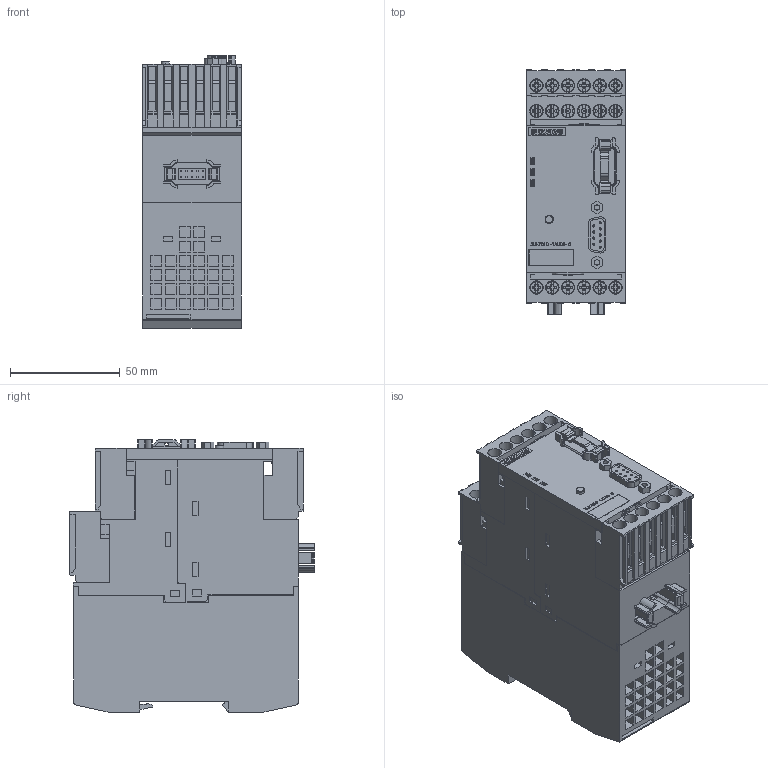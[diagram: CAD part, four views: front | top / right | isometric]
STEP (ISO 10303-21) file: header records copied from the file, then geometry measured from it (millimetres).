
FILE_DESCRIPTION(('STEP AP214'),'1');
FILE_NAME('cctmp_30AC8178-99B5-47A4-92C5-2D630A72E7F9_2023_07_21_14_57_04_0207..stp','2023-07-21T12:57:06',('SIEMENS A&D'),('CADClick - www.CADClick.com'),'Spatial InterOp 3D postprocessed',' ','unknown authorization');
FILE_SCHEMA(('AUTOMOTIVE_DESIGN'));
Length unit declared in the file: millimetre
Products named in the file (1): 2023_07_21_14_57_04_0129
Bounding box: 45 x 111.2 x 124 mm (x, y, z)
Volume: 492038.3 mm3; surface area: 91724 mm2
Topology: 1 solids, 2 shells, 2710 faces, 7448 edges, 4916 vertices
Faces by surface type: plane 2211, cylinder 373, cone 108, torus 18
Entity records: 93689 total; most frequent: CARTESIAN_POINT 15673, ORIENTED_EDGE 14880, DIRECTION 13860, EDGE_CURVE 7440, LINE 6102, VECTOR 6102, VERTEX_POINT 4916, AXIS2_PLACEMENT_3D 3879
